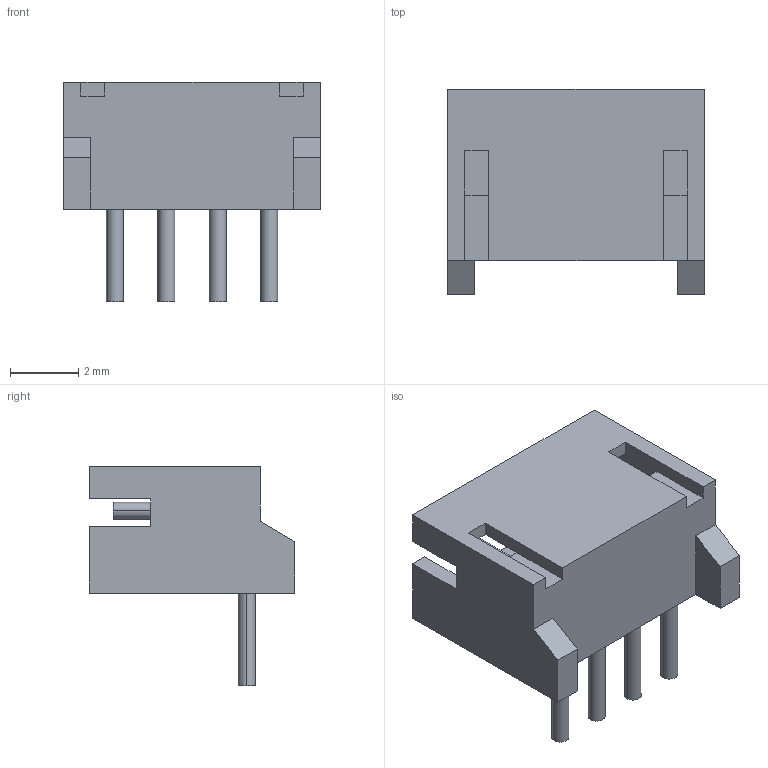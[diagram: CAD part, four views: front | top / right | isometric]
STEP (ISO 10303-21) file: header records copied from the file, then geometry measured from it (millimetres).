
FILE_DESCRIPTION((''),'2;1');
FILE_NAME('JST_S4B-ZR(LF)(SN).stp','2014-06-02T16:07:40',(''),(''),'Mechanical Desktop 2011','Mechanical Desktop 2011',', , ');
FILE_SCHEMA(('AUTOMOTIVE_DESIGN { 1 2 10303 214 1 1 1 1 }'));
Length unit declared in the file: millimetre
Products named in the file (1): Product
Bounding box: 7.5 x 6 x 6.4 mm (x, y, z)
Volume: 85.7 mm3; surface area: 272.2 mm2
Topology: 9 solids, 9 shells, 64 faces, 148 edges, 98 vertices
Faces by surface type: plane 48, cylinder 16
Entity records: 1860 total; most frequent: CARTESIAN_POINT 311, DIRECTION 310, ORIENTED_EDGE 296, EDGE_CURVE 148, VECTOR 116, LINE 116, VERTEX_POINT 98, AXIS2_PLACEMENT_3D 97
